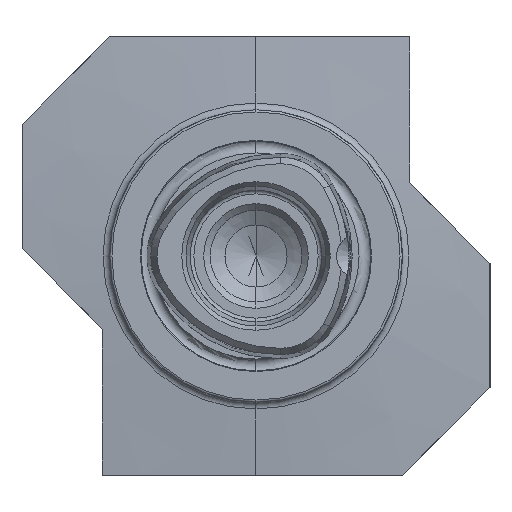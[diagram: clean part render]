
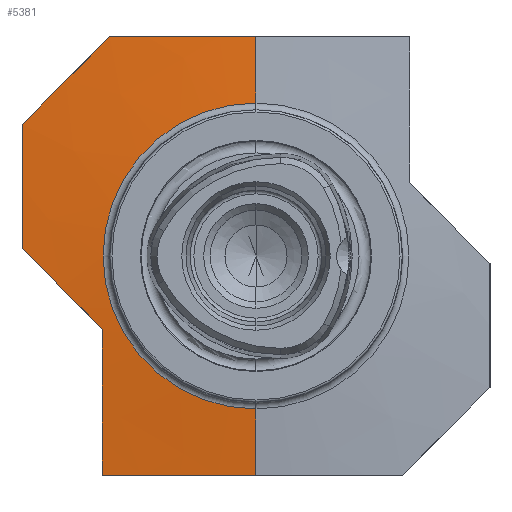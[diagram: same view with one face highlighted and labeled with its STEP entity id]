
A CAD part, left-side view. The second image highlights one B-rep face of the part: STEP entity #5381.
In plain terms, the highlighted conical face has half-angle 85 degrees and reference radius 39.087 mm.
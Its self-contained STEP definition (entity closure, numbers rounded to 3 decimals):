
#85 = CONICAL_SURFACE ( 'NONE', #3101, 39.087, 1.484 ) ;
#274 = EDGE_CURVE ( 'NONE', #6406, #1492, #3626, .T. ) ;
#307 = LINE ( 'NONE', #1737, #5051 ) ;
#326 = EDGE_CURVE ( 'NONE', #1556, #7576, #307, .T. ) ;
#485 = CIRCLE ( 'NONE', #4137, 20.913 ) ;
#584 = CARTESIAN_POINT ( 'NONE',  ( 21.791, 0., -30. ) ) ;
#624 = CARTESIAN_POINT ( 'NONE',  ( 22.37, 21., -30. ) ) ;
#688 = CARTESIAN_POINT ( 'NONE',  ( 21.211, 21.234, -9.766 ) ) ;
#716 = CARTESIAN_POINT ( 'NONE',  ( 21.644, 28.414, -2.586 ) ) ;
#824 = ORIENTED_EDGE ( 'NONE', *, *, #2229, .T. ) ;
#991 = CARTESIAN_POINT ( 'NONE',  ( 21.913, 21., -23.448 ) ) ;
#1042 = B_SPLINE_CURVE_WITH_KNOTS ( 'NONE', 3,
 ( #4079, #3465, #6570, #2868, #7194, #3490 ),
 .UNSPECIFIED., .F., .F.,
 ( 4, 2, 4 ),
 ( 0.095, 0.105, 0.115 ),
 .UNSPECIFIED. ) ;
#1061 = CARTESIAN_POINT ( 'NONE',  ( 22.272, 22., 28. ) ) ;
#1091 = ORIENTED_EDGE ( 'NONE', *, *, #326, .T. ) ;
#1467 = VERTEX_POINT ( 'NONE', #6696 ) ;
#1483 = CARTESIAN_POINT ( 'NONE',  ( 21.968, 32., 1. ) ) ;
#1492 = VERTEX_POINT ( 'NONE', #584 ) ;
#1549 = CARTESIAN_POINT ( 'NONE',  ( 21.968, 32., 1. ) ) ;
#1556 = VERTEX_POINT ( 'NONE', #5090 ) ;
#1628 = CARTESIAN_POINT ( 'NONE',  ( 21.341, 21., -13.613 ) ) ;
#1692 = CARTESIAN_POINT ( 'NONE',  ( 22.252, 24., 26. ) ) ;
#1737 = CARTESIAN_POINT ( 'NONE',  ( 22.586, 0., 39.087 ) ) ;
#1813 = ORIENTED_EDGE ( 'NONE', *, *, #3894, .F. ) ;
#2176 = B_SPLINE_CURVE_WITH_KNOTS ( 'NONE', 3,
 ( #7695, #3957, #6450, #3999 ),
 .UNSPECIFIED., .F., .F.,
 ( 4, 4 ),
 ( 0., 0.001 ),
 .UNSPECIFIED. ) ;
#2229 = EDGE_CURVE ( 'NONE', #5676, #6652, #2176, .T. ) ;
#2306 = DIRECTION ( 'NONE',  ( 0.087, 0., -0.996 ) ) ;
#2311 = CARTESIAN_POINT ( 'NONE',  ( 22.312, 30., 20. ) ) ;
#2482 = CARTESIAN_POINT ( 'NONE',  ( 20.996, 0., 0. ) ) ;
#2799 = CARTESIAN_POINT ( 'NONE',  ( 22.586, 0., 0. ) ) ;
#2834 = CARTESIAN_POINT ( 'NONE',  ( 20.996, 0., -20.913 ) ) ;
#2868 = CARTESIAN_POINT ( 'NONE',  ( 21.841, 6.667, 30. ) ) ;
#2921 = CARTESIAN_POINT ( 'NONE',  ( 22.379, 32., 18. ) ) ;
#3101 = AXIS2_PLACEMENT_3D ( 'NONE', #2799, #5285, #4042 ) ;
#3110 = DIRECTION ( 'NONE',  ( 0., 0., 1. ) ) ;
#3356 = CARTESIAN_POINT ( 'NONE',  ( 22.136, 32., 12.334 ) ) ;
#3412 = VECTOR ( 'NONE', #2306, 1000. ) ;
#3450 = CARTESIAN_POINT ( 'NONE',  ( 22.049, 14.001, -30. ) ) ;
#3465 = CARTESIAN_POINT ( 'NONE',  ( 22.159, 16.667, 30. ) ) ;
#3467 = CARTESIAN_POINT ( 'NONE',  ( 22.136, 21., -26.724 ) ) ;
#3490 = CARTESIAN_POINT ( 'NONE',  ( 21.791, 0., 30. ) ) ;
#3502 = VERTEX_POINT ( 'NONE', #624 ) ;
#3542 = B_SPLINE_CURVE_WITH_KNOTS ( 'NONE', 3,
 ( #1483, #4572, #3356, #7681 ),
 .UNSPECIFIED., .F., .F.,
 ( 4, 4 ),
 ( 0.017, 0.034 ),
 .UNSPECIFIED. ) ;
#3600 = FACE_OUTER_BOUND ( 'NONE', #7183, .T. ) ;
#3626 = LINE ( 'NONE', #4795, #3412 ) ;
#3771 = CARTESIAN_POINT ( 'NONE',  ( 21.211, 21.234, -9.766 ) ) ;
#3894 = EDGE_CURVE ( 'NONE', #1467, #7576, #1042, .T. ) ;
#3938 = VERTEX_POINT ( 'NONE', #2921 ) ;
#3957 = CARTESIAN_POINT ( 'NONE',  ( 21.205, 21.085, -9.915 ) ) ;
#3999 = CARTESIAN_POINT ( 'NONE',  ( 21.214, 21., -10.331 ) ) ;
#4042 = DIRECTION ( 'NONE',  ( 0., 0., -1. ) ) ;
#4070 = CARTESIAN_POINT ( 'NONE',  ( 22.37, 21., -30. ) ) ;
#4079 = CARTESIAN_POINT ( 'NONE',  ( 22.321, 20., 30. ) ) ;
#4137 = AXIS2_PLACEMENT_3D ( 'NONE', #2482, #6816, #3110 ) ;
#4183 = ORIENTED_EDGE ( 'NONE', *, *, #4984, .F. ) ;
#4347 = ORIENTED_EDGE ( 'NONE', *, *, #4352, .F. ) ;
#4352 = EDGE_CURVE ( 'NONE', #6520, #3938, #3542, .T. ) ;
#4510 = B_SPLINE_CURVE_WITH_KNOTS ( 'NONE', 3,
 ( #6500, #4671, #7158, #3450, #7782, #4070 ),
 .UNSPECIFIED., .F., .F.,
 ( 4, 2, 4 ),
 ( 0.065, 0.075, 0.086 ),
 .UNSPECIFIED. ) ;
#4572 = CARTESIAN_POINT ( 'NONE',  ( 21.983, 32., 6.667 ) ) ;
#4671 = CARTESIAN_POINT ( 'NONE',  ( 21.791, 3.499, -30. ) ) ;
#4734 = ORIENTED_EDGE ( 'NONE', *, *, #6038, .F. ) ;
#4795 = CARTESIAN_POINT ( 'NONE',  ( 22.586, 0., -39.087 ) ) ;
#4934 = ORIENTED_EDGE ( 'NONE', *, *, #6391, .F. ) ;
#4973 = ORIENTED_EDGE ( 'NONE', *, *, #274, .F. ) ;
#4984 = EDGE_CURVE ( 'NONE', #3502, #6652, #5406, .T. ) ;
#5015 = CARTESIAN_POINT ( 'NONE',  ( 21.366, 24.825, -6.175 ) ) ;
#5040 = CARTESIAN_POINT ( 'NONE',  ( 21.968, 32., 1. ) ) ;
#5051 = VECTOR ( 'NONE', #6062, 1000. ) ;
#5090 = CARTESIAN_POINT ( 'NONE',  ( 20.996, 0., 20.913 ) ) ;
#5285 = DIRECTION ( 'NONE',  ( 1., 0., 0. ) ) ;
#5329 = CARTESIAN_POINT ( 'NONE',  ( 21.515, 21., -16.892 ) ) ;
#5381 = ADVANCED_FACE ( 'NONE', ( #3600 ), #85, .T. ) ;
#5406 = B_SPLINE_CURVE_WITH_KNOTS ( 'NONE', 3,
 ( #7797, #3467, #991, #5329, #1628, #5949 ),
 .UNSPECIFIED., .F., .F.,
 ( 4, 2, 4 ),
 ( 0.012, 0.022, 0.032 ),
 .UNSPECIFIED. ) ;
#5553 = ORIENTED_EDGE ( 'NONE', *, *, #7513, .F. ) ;
#5676 = VERTEX_POINT ( 'NONE', #3771 ) ;
#5746 = B_SPLINE_CURVE_WITH_KNOTS ( 'NONE', 3,
 ( #7243, #1061, #1692, #6021, #2311, #6643 ),
 .UNSPECIFIED., .F., .F.,
 ( 4, 2, 4 ),
 ( 0., 0.008, 0.017 ),
 .UNSPECIFIED. ) ;
#5799 = B_SPLINE_CURVE_WITH_KNOTS ( 'NONE', 3,
 ( #688, #5015, #716, #5040 ),
 .UNSPECIFIED., .F., .F.,
 ( 4, 4 ),
 ( 0.014, 0.029 ),
 .UNSPECIFIED. ) ;
#5949 = CARTESIAN_POINT ( 'NONE',  ( 21.214, 21., -10.331 ) ) ;
#6021 = CARTESIAN_POINT ( 'NONE',  ( 22.272, 28., 22. ) ) ;
#6038 = EDGE_CURVE ( 'NONE', #1556, #6406, #485, .T. ) ;
#6062 = DIRECTION ( 'NONE',  ( 0.087, 0., 0.996 ) ) ;
#6070 = ORIENTED_EDGE ( 'NONE', *, *, #6660, .T. ) ;
#6391 = EDGE_CURVE ( 'NONE', #1492, #3502, #4510, .T. ) ;
#6406 = VERTEX_POINT ( 'NONE', #2834 ) ;
#6450 = CARTESIAN_POINT ( 'NONE',  ( 21.206, 21., -10.12 ) ) ;
#6500 = CARTESIAN_POINT ( 'NONE',  ( 21.791, 0., -30. ) ) ;
#6520 = VERTEX_POINT ( 'NONE', #1549 ) ;
#6570 = CARTESIAN_POINT ( 'NONE',  ( 22.025, 13.334, 30. ) ) ;
#6643 = CARTESIAN_POINT ( 'NONE',  ( 22.379, 32., 18. ) ) ;
#6652 = VERTEX_POINT ( 'NONE', #7866 ) ;
#6660 = EDGE_CURVE ( 'NONE', #1467, #3938, #5746, .T. ) ;
#6696 = CARTESIAN_POINT ( 'NONE',  ( 22.321, 20., 30. ) ) ;
#6816 = DIRECTION ( 'NONE',  ( -1., 0., 0. ) ) ;
#6944 = CARTESIAN_POINT ( 'NONE',  ( 21.791, 0., 30. ) ) ;
#7158 = CARTESIAN_POINT ( 'NONE',  ( 21.846, 7., -30. ) ) ;
#7183 = EDGE_LOOP ( 'NONE', ( #4734, #1091, #1813, #6070, #4347, #5553, #824, #4183, #4934, #4973 ) ) ;
#7194 = CARTESIAN_POINT ( 'NONE',  ( 21.791, 3.334, 30. ) ) ;
#7243 = CARTESIAN_POINT ( 'NONE',  ( 22.321, 20., 30. ) ) ;
#7513 = EDGE_CURVE ( 'NONE', #5676, #6520, #5799, .T. ) ;
#7576 = VERTEX_POINT ( 'NONE', #6944 ) ;
#7681 = CARTESIAN_POINT ( 'NONE',  ( 22.379, 32., 18. ) ) ;
#7695 = CARTESIAN_POINT ( 'NONE',  ( 21.211, 21.234, -9.766 ) ) ;
#7782 = CARTESIAN_POINT ( 'NONE',  ( 22.195, 17.502, -30. ) ) ;
#7797 = CARTESIAN_POINT ( 'NONE',  ( 22.37, 21., -30. ) ) ;
#7866 = CARTESIAN_POINT ( 'NONE',  ( 21.214, 21., -10.331 ) ) ;
